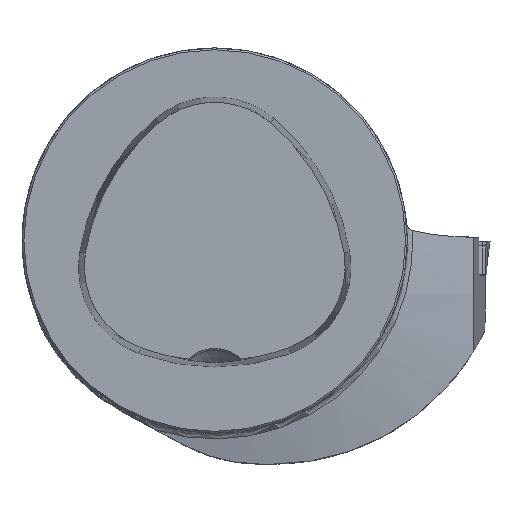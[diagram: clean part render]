
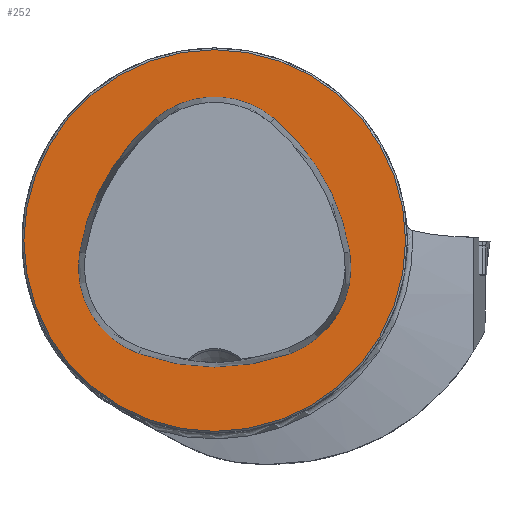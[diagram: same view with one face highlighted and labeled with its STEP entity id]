
A CAD part, top view. The second image highlights one B-rep face of the part: STEP entity #252.
In plain terms, the highlighted planar face has unit normal (0, 0, 1).
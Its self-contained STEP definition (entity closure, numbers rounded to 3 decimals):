
#119=FACE_BOUND('',#566,.T.);
#120=FACE_BOUND('',#567,.T.);
#200=CIRCLE('',#2460,36.075);
#202=CIRCLE('',#2463,36.075);
#203=CIRCLE('',#2464,15.075);
#204=CIRCLE('',#2465,15.075);
#205=CIRCLE('',#2466,36.075);
#206=CIRCLE('',#2467,15.075);
#207=CIRCLE('',#2468,31.2);
#252=ADVANCED_FACE('CU_E_LO_SU_1',(#119,#120),#374,.T.);
#374=PLANE('',#2469);
#566=EDGE_LOOP('',(#960,#961,#962,#963,#964,#965));
#567=EDGE_LOOP('',(#966));
#960=ORIENTED_EDGE('',*,*,#1818,.F.);
#961=ORIENTED_EDGE('',*,*,#1819,.F.);
#962=ORIENTED_EDGE('',*,*,#1811,.F.);
#963=ORIENTED_EDGE('',*,*,#1820,.F.);
#964=ORIENTED_EDGE('',*,*,#1821,.F.);
#965=ORIENTED_EDGE('',*,*,#1822,.F.);
#966=ORIENTED_EDGE('',*,*,#1823,.T.);
#1580=VERTEX_POINT('',#3845);
#1581=VERTEX_POINT('',#3847);
#1587=VERTEX_POINT('',#3879);
#1588=VERTEX_POINT('',#3880);
#1589=VERTEX_POINT('',#3883);
#1590=VERTEX_POINT('',#3885);
#1591=VERTEX_POINT('',#3888);
#1811=EDGE_CURVE('',#1580,#1581,#200,.T.);
#1818=EDGE_CURVE('',#1587,#1588,#202,.T.);
#1819=EDGE_CURVE('',#1581,#1587,#203,.T.);
#1820=EDGE_CURVE('',#1589,#1580,#204,.T.);
#1821=EDGE_CURVE('',#1590,#1589,#205,.T.);
#1822=EDGE_CURVE('',#1588,#1590,#206,.T.);
#1823=EDGE_CURVE('',#1591,#1591,#207,.T.);
#2460=AXIS2_PLACEMENT_3D('',#3846,#2770,#2771);
#2463=AXIS2_PLACEMENT_3D('',#3878,#2777,#2778);
#2464=AXIS2_PLACEMENT_3D('',#3881,#2779,#2780);
#2465=AXIS2_PLACEMENT_3D('',#3882,#2781,#2782);
#2466=AXIS2_PLACEMENT_3D('',#3884,#2783,#2784);
#2467=AXIS2_PLACEMENT_3D('',#3886,#2785,#2786);
#2468=AXIS2_PLACEMENT_3D('',#3887,#2787,#2788);
#2469=AXIS2_PLACEMENT_3D('',#3889,#2789,#2790);
#2770=DIRECTION('',(0.,0.,1.));
#2771=DIRECTION('',(-1.,0.,0.));
#2777=DIRECTION('',(0.,0.,1.));
#2778=DIRECTION('',(-1.,0.,0.));
#2779=DIRECTION('',(0.,0.,1.));
#2780=DIRECTION('',(-1.,0.,0.));
#2781=DIRECTION('',(0.,0.,1.));
#2782=DIRECTION('',(-1.,0.,0.));
#2783=DIRECTION('',(0.,0.,1.));
#2784=DIRECTION('',(-1.,0.,0.));
#2785=DIRECTION('',(0.,0.,1.));
#2786=DIRECTION('',(-1.,0.,0.));
#2787=DIRECTION('',(0.,0.,1.));
#2788=DIRECTION('',(-1.,0.,0.));
#2789=DIRECTION('',(0.,0.,1.));
#2790=DIRECTION('',(-1.,0.,0.));
#3845=CARTESIAN_POINT('',(-12.368,-18.489,0.));
#3846=CARTESIAN_POINT('',(0.,15.4,0.));
#3847=CARTESIAN_POINT('',(12.368,-18.489,0.));
#3878=CARTESIAN_POINT('',(-13.535,-7.656,0.));
#3879=CARTESIAN_POINT('',(22.084,-1.937,0.));
#3880=CARTESIAN_POINT('',(9.716,19.927,0.));
#3881=CARTESIAN_POINT('',(7.2,-4.327,0.));
#3882=CARTESIAN_POINT('',(-7.2,-4.327,0.));
#3883=CARTESIAN_POINT('',(-22.084,-1.937,0.));
#3884=CARTESIAN_POINT('',(13.535,-7.656,0.));
#3885=CARTESIAN_POINT('',(-9.716,19.927,0.));
#3886=CARTESIAN_POINT('',(0.,8.4,0.));
#3887=CARTESIAN_POINT('',(0.,0.,0.));
#3888=CARTESIAN_POINT('',(-31.2,0.,0.));
#3889=CARTESIAN_POINT('',(0.,0.,0.));
